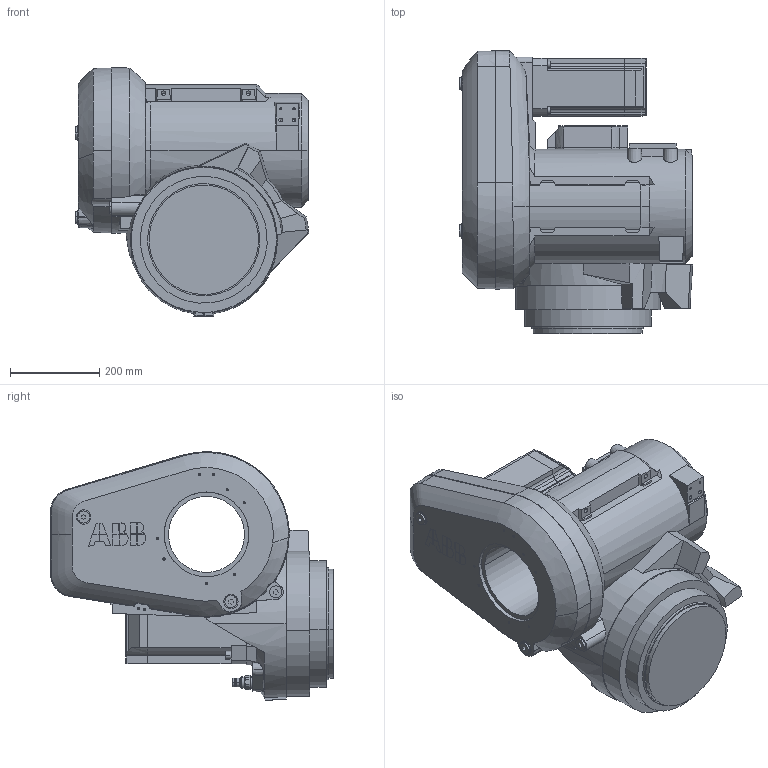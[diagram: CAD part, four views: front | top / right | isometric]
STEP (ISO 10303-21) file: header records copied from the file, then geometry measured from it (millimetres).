
FILE_DESCRIPTION (( 'STEP AP214' ), '1' );
FILE_NAME ('IRB6700_205-280_IRC5_rev05_LINK03_CAD.STEP', '2016-01-27T10:17:17', ( 'ABB' ), ( 'ABB' ), 'SwSTEP 2.0', 'SolidWorks 2014', '' );
FILE_SCHEMA (( 'AUTOMOTIVE_DESIGN' ));
Length unit declared in the file: millimetre
Products named in the file (1): IRB6700_205-280_IRC5_rev05_LINK03_CAD
Bounding box: 522.27 x 632.9 x 556.63 mm (x, y, z)
Volume: 56105084.5 mm3; surface area: 1764784.3 mm2
Topology: 1 solids, 1 shells, 718 faces, 1854 edges, 1166 vertices
Faces by surface type: plane 391, cylinder 164, cone 143, bspline 20
Entity records: 25412 total; most frequent: CARTESIAN_POINT 7985, ORIENTED_EDGE 3624, DIRECTION 3395, EDGE_CURVE 1812, VERTEX_POINT 1166, AXIS2_PLACEMENT_3D 1143, LINE 1109, VECTOR 1109
